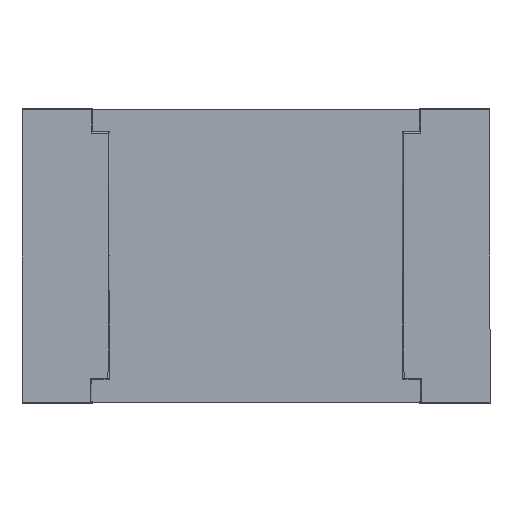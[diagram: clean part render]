
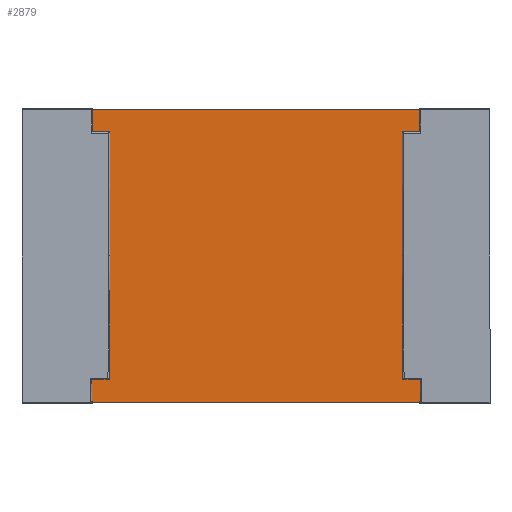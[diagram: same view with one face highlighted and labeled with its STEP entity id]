
A CAD part, front view. The second image highlights one B-rep face of the part: STEP entity #2879.
In plain terms, the highlighted planar face has unit normal (0, -1, 0).
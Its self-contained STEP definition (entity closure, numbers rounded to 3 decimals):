
#9 = CARTESIAN_POINT ( 'NONE',  ( 0.7, -0.195, 0.63 ) ) ;
#19 = EDGE_CURVE ( 'NONE', #1392, #239, #247, .T. ) ;
#22 = CARTESIAN_POINT ( 'NONE',  ( -0.7, -0.195, -0.625 ) ) ;
#63 = DIRECTION ( 'NONE',  ( 0., 0., 1. ) ) ;
#109 = ORIENTED_EDGE ( 'NONE', *, *, #2686, .T. ) ;
#136 = LINE ( 'NONE', #340, #2989 ) ;
#158 = CARTESIAN_POINT ( 'NONE',  ( -0.7, -0.195, -0.62 ) ) ;
#170 = LINE ( 'NONE', #2281, #1062 ) ;
#172 = CARTESIAN_POINT ( 'NONE',  ( -0.703, -0.195, -0.625 ) ) ;
#174 = CARTESIAN_POINT ( 'NONE',  ( 0.703, -0.195, -0.62 ) ) ;
#209 = LINE ( 'NONE', #1187, #2408 ) ;
#239 = VERTEX_POINT ( 'NONE', #1297 ) ;
#247 = LINE ( 'NONE', #992, #821 ) ;
#282 = LINE ( 'NONE', #1578, #2818 ) ;
#285 = VECTOR ( 'NONE', #543, 1000. ) ;
#340 = CARTESIAN_POINT ( 'NONE',  ( 0.703, -0.195, -0.625 ) ) ;
#365 = DIRECTION ( 'NONE',  ( 0., 0., 1. ) ) ;
#379 = VERTEX_POINT ( 'NONE', #1848 ) ;
#423 = LINE ( 'NONE', #2926, #741 ) ;
#431 = DIRECTION ( 'NONE',  ( 0., 0., 1. ) ) ;
#451 = ORIENTED_EDGE ( 'NONE', *, *, #717, .T. ) ;
#493 = CARTESIAN_POINT ( 'NONE',  ( 0.625, -0.195, 0.002 ) ) ;
#498 = DIRECTION ( 'NONE',  ( -1., 0., 0. ) ) ;
#510 = CARTESIAN_POINT ( 'NONE',  ( 0.7, -0.195, -0.62 ) ) ;
#516 = CARTESIAN_POINT ( 'NONE',  ( -0.625, -0.195, 0.53 ) ) ;
#530 = CARTESIAN_POINT ( 'NONE',  ( -0.625, -0.195, 0.002 ) ) ;
#539 = VECTOR ( 'NONE', #498, 1000. ) ;
#543 = DIRECTION ( 'NONE',  ( -1., 0., -0.005 ) ) ;
#547 = EDGE_CURVE ( 'NONE', #1810, #841, #209, .T. ) ;
#551 = LINE ( 'NONE', #1571, #1363 ) ;
#561 = VERTEX_POINT ( 'NONE', #174 ) ;
#562 = VERTEX_POINT ( 'NONE', #3145 ) ;
#578 = DIRECTION ( 'NONE',  ( -1., 0., 0. ) ) ;
#597 = CARTESIAN_POINT ( 'NONE',  ( -0.628, -0.195, -0.527 ) ) ;
#616 = ORIENTED_EDGE ( 'NONE', *, *, #2497, .T. ) ;
#622 = VECTOR ( 'NONE', #578, 1000. ) ;
#676 = VERTEX_POINT ( 'NONE', #1197 ) ;
#717 = EDGE_CURVE ( 'NONE', #379, #1851, #551, .T. ) ;
#741 = VECTOR ( 'NONE', #1496, 1000. ) ;
#753 = EDGE_CURVE ( 'NONE', #561, #1240, #136, .T. ) ;
#781 = ORIENTED_EDGE ( 'NONE', *, *, #2097, .T. ) ;
#821 = VECTOR ( 'NONE', #2672, 1000. ) ;
#836 = EDGE_CURVE ( 'NONE', #2250, #1821, #2221, .T. ) ;
#841 = VERTEX_POINT ( 'NONE', #158 ) ;
#910 = VECTOR ( 'NONE', #2613, 1000. ) ;
#942 = DIRECTION ( 'NONE',  ( 0., 0., 1. ) ) ;
#992 = CARTESIAN_POINT ( 'NONE',  ( -0.7, -0.195, 0.53 ) ) ;
#1029 = CARTESIAN_POINT ( 'NONE',  ( 0.7, -0.195, -0.62 ) ) ;
#1034 = EDGE_CURVE ( 'NONE', #2770, #1694, #2747, .T. ) ;
#1059 = ORIENTED_EDGE ( 'NONE', *, *, #753, .T. ) ;
#1062 = VECTOR ( 'NONE', #2295, 1000. ) ;
#1094 = LINE ( 'NONE', #2412, #1630 ) ;
#1118 = ORIENTED_EDGE ( 'NONE', *, *, #1765, .T. ) ;
#1120 = ORIENTED_EDGE ( 'NONE', *, *, #19, .F. ) ;
#1140 = ORIENTED_EDGE ( 'NONE', *, *, #2207, .F. ) ;
#1147 = VECTOR ( 'NONE', #1878, 1000. ) ;
#1158 = EDGE_CURVE ( 'NONE', #2770, #841, #170, .T. ) ;
#1159 = ORIENTED_EDGE ( 'NONE', *, *, #2806, .F. ) ;
#1187 = CARTESIAN_POINT ( 'NONE',  ( -0.7, -0.195, -0.63 ) ) ;
#1188 = ORIENTED_EDGE ( 'NONE', *, *, #1158, .T. ) ;
#1197 = CARTESIAN_POINT ( 'NONE',  ( 0.7, -0.195, 0.625 ) ) ;
#1220 = AXIS2_PLACEMENT_3D ( 'NONE', #1300, #3040, #1284 ) ;
#1240 = VERTEX_POINT ( 'NONE', #2032 ) ;
#1246 = ORIENTED_EDGE ( 'NONE', *, *, #2174, .F. ) ;
#1266 = DIRECTION ( 'NONE',  ( 0., 0., 1. ) ) ;
#1270 = CARTESIAN_POINT ( 'NONE',  ( 0.703, -0.195, -0.526 ) ) ;
#1284 = DIRECTION ( 'NONE',  ( 0., 0., -1. ) ) ;
#1285 = LINE ( 'NONE', #2811, #622 ) ;
#1297 = CARTESIAN_POINT ( 'NONE',  ( -0.7, -0.195, 0.53 ) ) ;
#1300 = CARTESIAN_POINT ( 'NONE',  ( 0., -0.195, 0. ) ) ;
#1327 = DIRECTION ( 'NONE',  ( 1., 0., 0. ) ) ;
#1331 = VERTEX_POINT ( 'NONE', #1029 ) ;
#1340 = LINE ( 'NONE', #9, #2573 ) ;
#1344 = VECTOR ( 'NONE', #2538, 1000. ) ;
#1363 = VECTOR ( 'NONE', #1327, 1000. ) ;
#1392 = VERTEX_POINT ( 'NONE', #2539 ) ;
#1402 = EDGE_CURVE ( 'NONE', #676, #1999, #1285, .T. ) ;
#1414 = ORIENTED_EDGE ( 'NONE', *, *, #1402, .T. ) ;
#1496 = DIRECTION ( 'NONE',  ( 1., 0., -0.005 ) ) ;
#1510 = LINE ( 'NONE', #2266, #1344 ) ;
#1571 = CARTESIAN_POINT ( 'NONE',  ( 0.7, -0.195, 0.53 ) ) ;
#1578 = CARTESIAN_POINT ( 'NONE',  ( 0., -0.195, -0.625 ) ) ;
#1617 = ORIENTED_EDGE ( 'NONE', *, *, #2888, .T. ) ;
#1629 = CARTESIAN_POINT ( 'NONE',  ( -0.7, -0.195, 0.625 ) ) ;
#1630 = VECTOR ( 'NONE', #942, 1000. ) ;
#1694 = VERTEX_POINT ( 'NONE', #1762 ) ;
#1704 = LINE ( 'NONE', #2173, #2507 ) ;
#1762 = CARTESIAN_POINT ( 'NONE',  ( -0.703, -0.195, -0.526 ) ) ;
#1765 = EDGE_CURVE ( 'NONE', #1240, #2498, #1904, .T. ) ;
#1810 = VERTEX_POINT ( 'NONE', #22 ) ;
#1821 = VERTEX_POINT ( 'NONE', #530 ) ;
#1824 = DIRECTION ( 'NONE',  ( 1., 0., 0. ) ) ;
#1848 = CARTESIAN_POINT ( 'NONE',  ( 0.625, -0.195, 0.53 ) ) ;
#1851 = VERTEX_POINT ( 'NONE', #2833 ) ;
#1878 = DIRECTION ( 'NONE',  ( 0.005, 0., 1. ) ) ;
#1904 = LINE ( 'NONE', #1270, #285 ) ;
#1970 = ORIENTED_EDGE ( 'NONE', *, *, #3186, .T. ) ;
#1971 = CARTESIAN_POINT ( 'NONE',  ( -0.703, -0.195, -0.62 ) ) ;
#1976 = LINE ( 'NONE', #510, #539 ) ;
#1999 = VERTEX_POINT ( 'NONE', #1629 ) ;
#2001 = ORIENTED_EDGE ( 'NONE', *, *, #2469, .F. ) ;
#2032 = CARTESIAN_POINT ( 'NONE',  ( 0.703, -0.195, -0.526 ) ) ;
#2044 = PLANE ( 'NONE',  #1220 ) ;
#2061 = CARTESIAN_POINT ( 'NONE',  ( -0.7, -0.195, 0.63 ) ) ;
#2097 = EDGE_CURVE ( 'NONE', #2783, #379, #1094, .T. ) ;
#2137 = ORIENTED_EDGE ( 'NONE', *, *, #1034, .F. ) ;
#2167 = VECTOR ( 'NONE', #365, 1000. ) ;
#2173 = CARTESIAN_POINT ( 'NONE',  ( 0.7, -0.195, -0.63 ) ) ;
#2174 = EDGE_CURVE ( 'NONE', #1694, #2250, #423, .T. ) ;
#2202 = FACE_OUTER_BOUND ( 'NONE', #2547, .T. ) ;
#2207 = EDGE_CURVE ( 'NONE', #561, #1331, #1976, .T. ) ;
#2221 = LINE ( 'NONE', #597, #1147 ) ;
#2228 = DIRECTION ( 'NONE',  ( 0., 0., 1. ) ) ;
#2240 = CARTESIAN_POINT ( 'NONE',  ( -0.628, -0.195, -0.527 ) ) ;
#2250 = VERTEX_POINT ( 'NONE', #2240 ) ;
#2266 = CARTESIAN_POINT ( 'NONE',  ( 0.628, -0.195, -0.527 ) ) ;
#2281 = CARTESIAN_POINT ( 'NONE',  ( -0.7, -0.195, -0.62 ) ) ;
#2295 = DIRECTION ( 'NONE',  ( 1., 0., 0. ) ) ;
#2357 = LINE ( 'NONE', #516, #2503 ) ;
#2408 = VECTOR ( 'NONE', #2869, 1000. ) ;
#2412 = CARTESIAN_POINT ( 'NONE',  ( 0.625, -0.195, 0.53 ) ) ;
#2469 = EDGE_CURVE ( 'NONE', #239, #1999, #3052, .T. ) ;
#2497 = EDGE_CURVE ( 'NONE', #1810, #562, #282, .T. ) ;
#2498 = VERTEX_POINT ( 'NONE', #3066 ) ;
#2503 = VECTOR ( 'NONE', #2228, 1000. ) ;
#2507 = VECTOR ( 'NONE', #431, 1000. ) ;
#2538 = DIRECTION ( 'NONE',  ( -0.005, 0., 1. ) ) ;
#2539 = CARTESIAN_POINT ( 'NONE',  ( -0.625, -0.195, 0.53 ) ) ;
#2547 = EDGE_LOOP ( 'NONE', ( #1188, #2616, #616, #109, #1140, #1059, #1118, #1617, #781, #451, #1970, #1414, #2001, #1120, #1159, #2801, #1246, #2137 ) ) ;
#2573 = VECTOR ( 'NONE', #1266, 1000. ) ;
#2613 = DIRECTION ( 'NONE',  ( 0., 0., 1. ) ) ;
#2616 = ORIENTED_EDGE ( 'NONE', *, *, #547, .F. ) ;
#2672 = DIRECTION ( 'NONE',  ( -1., 0., 0. ) ) ;
#2686 = EDGE_CURVE ( 'NONE', #562, #1331, #1704, .T. ) ;
#2747 = LINE ( 'NONE', #172, #910 ) ;
#2770 = VERTEX_POINT ( 'NONE', #1971 ) ;
#2783 = VERTEX_POINT ( 'NONE', #493 ) ;
#2801 = ORIENTED_EDGE ( 'NONE', *, *, #836, .F. ) ;
#2806 = EDGE_CURVE ( 'NONE', #1821, #1392, #2357, .T. ) ;
#2811 = CARTESIAN_POINT ( 'NONE',  ( -1., -0.195, 0.625 ) ) ;
#2818 = VECTOR ( 'NONE', #1824, 1000. ) ;
#2833 = CARTESIAN_POINT ( 'NONE',  ( 0.7, -0.195, 0.53 ) ) ;
#2869 = DIRECTION ( 'NONE',  ( 0., 0., 1. ) ) ;
#2879 = ADVANCED_FACE ( 'NONE', ( #2202 ), #2044, .T. ) ;
#2888 = EDGE_CURVE ( 'NONE', #2498, #2783, #1510, .T. ) ;
#2926 = CARTESIAN_POINT ( 'NONE',  ( -0.703, -0.195, -0.526 ) ) ;
#2989 = VECTOR ( 'NONE', #63, 1000. ) ;
#3040 = DIRECTION ( 'NONE',  ( 0., -1., 0. ) ) ;
#3052 = LINE ( 'NONE', #2061, #2167 ) ;
#3066 = CARTESIAN_POINT ( 'NONE',  ( 0.628, -0.195, -0.527 ) ) ;
#3145 = CARTESIAN_POINT ( 'NONE',  ( 0.7, -0.195, -0.625 ) ) ;
#3186 = EDGE_CURVE ( 'NONE', #1851, #676, #1340, .T. ) ;
